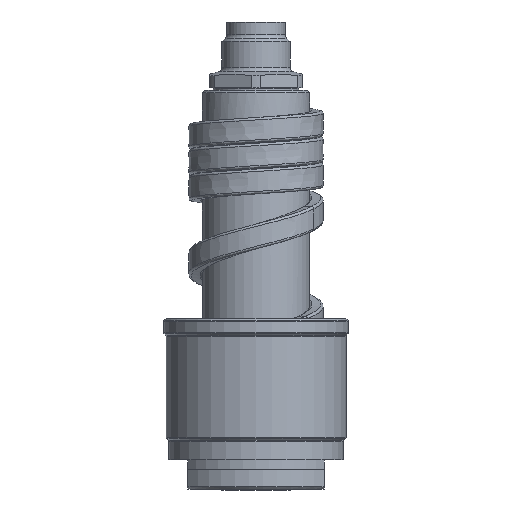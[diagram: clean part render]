
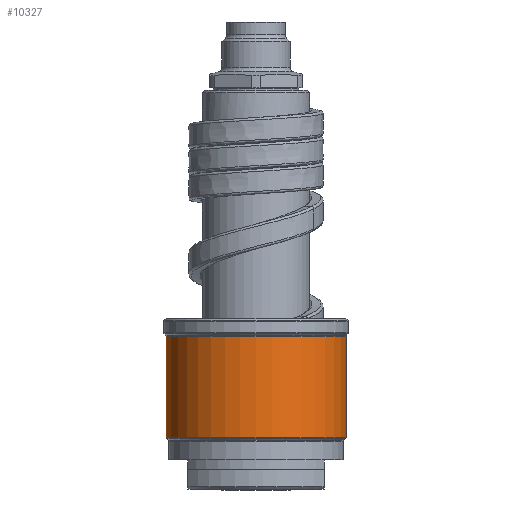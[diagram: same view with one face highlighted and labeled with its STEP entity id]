
A CAD part, front view. The second image highlights one B-rep face of the part: STEP entity #10327.
In plain terms, the highlighted cylindrical face has radius 18.5 mm (diameter 37 mm), a partial arc.
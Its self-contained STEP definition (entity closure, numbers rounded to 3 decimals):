
#3190=CARTESIAN_POINT('',(0.,0.,10.583));
#3191=DIRECTION('',(0.,0.,1.));
#3192=DIRECTION('',(-1.,0.,0.));
#3193=AXIS2_PLACEMENT_3D('',#3190,#3191,#3192);
#3195=DIRECTION('',(0.,0.,-1.));
#3196=VECTOR('',#3195,20.834);
#3197=CARTESIAN_POINT('',(-18.5,0.,31.417));
#3198=LINE('',#3197,#3196);
#3199=CARTESIAN_POINT('',(0.,0.,31.417));
#3200=DIRECTION('',(0.,0.,1.));
#3201=DIRECTION('',(-1.,0.,0.));
#3202=AXIS2_PLACEMENT_3D('',#3199,#3200,#3201);
#3204=DIRECTION('',(0.,0.,-1.));
#3205=VECTOR('',#3204,20.834);
#3206=CARTESIAN_POINT('',(18.5,0.,31.417));
#3207=LINE('',#3206,#3205);
#5866=CARTESIAN_POINT('',(18.5,0.,31.417));
#5867=CARTESIAN_POINT('',(-18.5,0.,31.417));
#5868=VERTEX_POINT('',#5866);
#5869=VERTEX_POINT('',#5867);
#5892=CARTESIAN_POINT('',(18.5,0.,10.583));
#5893=VERTEX_POINT('',#5892);
#5894=CARTESIAN_POINT('',(-18.5,0.,10.583));
#5895=VERTEX_POINT('',#5894);
#10315=CARTESIAN_POINT('',(0.,0.,8.75));
#10316=DIRECTION('',(0.,0.,1.));
#10317=DIRECTION('',(-1.,0.,0.));
#10318=AXIS2_PLACEMENT_3D('',#10315,#10316,#10317);
#10319=CYLINDRICAL_SURFACE('',#10318,18.5);
#10320=ORIENTED_EDGE('',*,*,#8344,.F.);
#10321=ORIENTED_EDGE('',*,*,#8325,.F.);
#10323=ORIENTED_EDGE('',*,*,#10322,.T.);
#10324=ORIENTED_EDGE('',*,*,#8321,.T.);
#10325=EDGE_LOOP('',(#10320,#10321,#10323,#10324));
#10326=FACE_OUTER_BOUND('',#10325,.F.);
#3194=CIRCLE('',#3193,18.5);
#3203=CIRCLE('',#3202,18.5);
#8321=EDGE_CURVE('',#5868,#5893,#3207,.T.);
#8325=EDGE_CURVE('',#5869,#5895,#3198,.T.);
#8344=EDGE_CURVE('',#5895,#5893,#3194,.T.);
#10322=EDGE_CURVE('',#5869,#5868,#3203,.T.);
#10327=ADVANCED_FACE('',(#10326),#10319,.T.);
